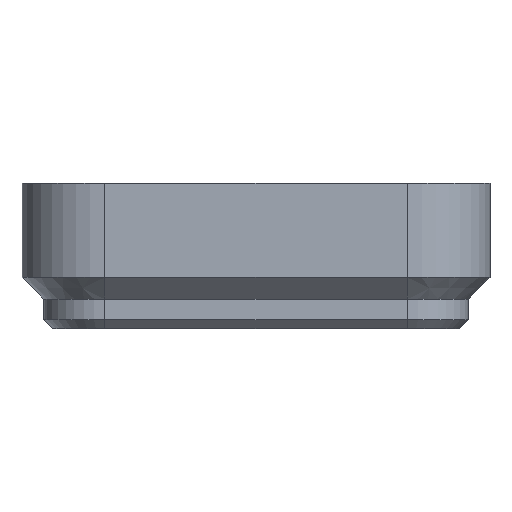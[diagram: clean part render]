
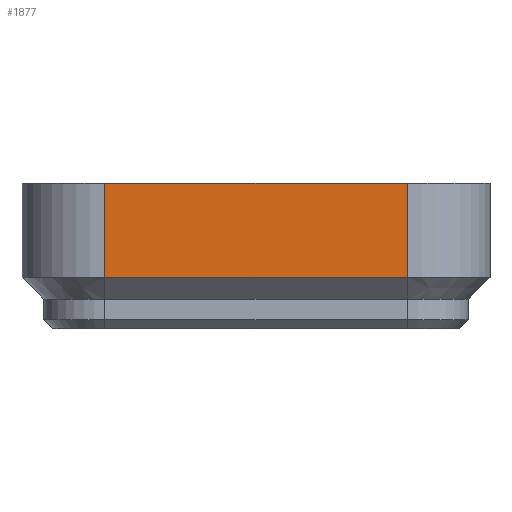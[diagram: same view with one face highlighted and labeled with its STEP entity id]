
A CAD part, front view. The second image highlights one B-rep face of the part: STEP entity #1877.
In plain terms, the highlighted planar face has unit normal (0, -1, 0).
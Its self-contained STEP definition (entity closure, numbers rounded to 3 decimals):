
#106=LINE('',#2931,#306);
#107=LINE('',#2937,#307);
#108=LINE('',#2940,#308);
#109=LINE('',#2941,#309);
#306=VECTOR('',#2303,1000.);
#307=VECTOR('',#2310,1000.);
#308=VECTOR('',#2311,1000.);
#309=VECTOR('',#2312,1000.);
#536=ORIENTED_EDGE('',*,*,#1089,.T.);
#537=ORIENTED_EDGE('',*,*,#1090,.T.);
#538=ORIENTED_EDGE('',*,*,#1086,.F.);
#539=ORIENTED_EDGE('',*,*,#1091,.T.);
#1086=EDGE_CURVE('',#1360,#1361,#106,.T.);
#1089=EDGE_CURVE('',#1362,#1363,#107,.T.);
#1090=EDGE_CURVE('',#1363,#1361,#108,.T.);
#1091=EDGE_CURVE('',#1360,#1362,#109,.T.);
#1360=VERTEX_POINT('',#2932);
#1361=VERTEX_POINT('',#2933);
#1362=VERTEX_POINT('',#2938);
#1363=VERTEX_POINT('',#2939);
#1562=EDGE_LOOP('',(#536,#537,#538,#539));
#1688=FACE_BOUND('',#1562,.T.);
#1810=PLANE('',#2036);
#1877=ADVANCED_FACE('',(#1688),#1810,.F.);
#2036=AXIS2_PLACEMENT_3D('',#2936,#2308,#2309);
#2303=DIRECTION('',(0.,0.,1.));
#2308=DIRECTION('',(0.,1.,0.));
#2309=DIRECTION('',(0.,0.,1.));
#2310=DIRECTION('',(0.,0.,1.));
#2311=DIRECTION('',(-1.,0.,0.));
#2312=DIRECTION('',(1.,0.,0.));
#2931=CARTESIAN_POINT('',(-13.25,-41.5,-1.));
#2932=CARTESIAN_POINT('',(-13.25,-41.5,-1.25));
#2933=CARTESIAN_POINT('',(-13.25,-41.5,7.));
#2936=CARTESIAN_POINT('',(0.,-41.5,-1.));
#2937=CARTESIAN_POINT('',(13.25,-41.5,-1.));
#2938=CARTESIAN_POINT('',(13.25,-41.5,-1.25));
#2939=CARTESIAN_POINT('',(13.25,-41.5,7.));
#2940=CARTESIAN_POINT('',(0.,-41.5,7.));
#2941=CARTESIAN_POINT('',(13.25,-41.5,-1.25));
